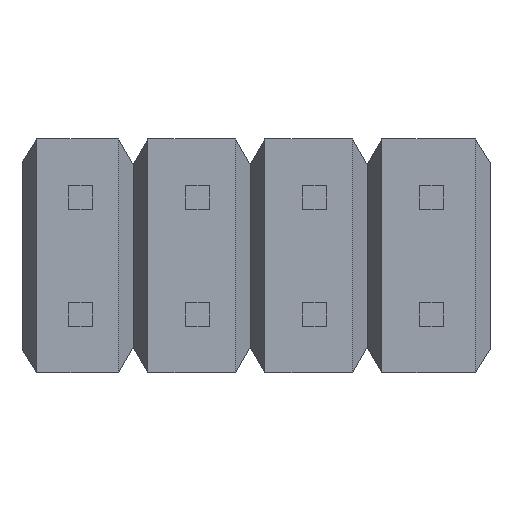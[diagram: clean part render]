
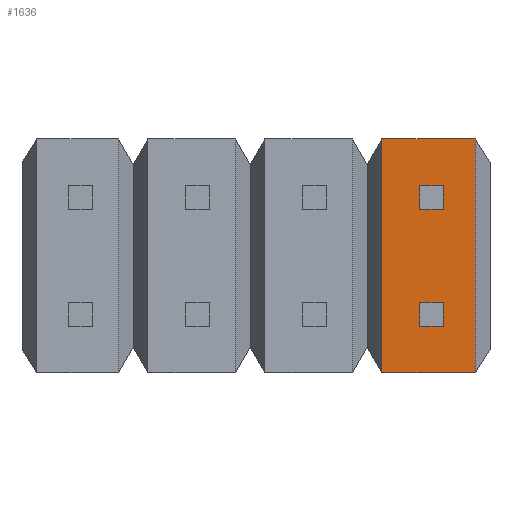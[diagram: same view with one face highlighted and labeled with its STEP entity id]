
A CAD part, front view. The second image highlights one B-rep face of the part: STEP entity #1636.
In plain terms, the highlighted planar face has unit normal (0, -1, 0).
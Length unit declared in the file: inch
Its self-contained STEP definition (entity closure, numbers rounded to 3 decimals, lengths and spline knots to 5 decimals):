
#1=DIRECTION('',(0.,0.,-1.));
#2=VECTOR('',#1,0.02);
#3=CARTESIAN_POINT('',(0.14,-0.045,0.06));
#4=LINE('',#3,#2);
#5=DIRECTION('',(1.,0.,0.));
#6=VECTOR('',#5,0.02);
#7=CARTESIAN_POINT('',(0.14,-0.045,0.04));
#8=LINE('',#7,#6);
#9=DIRECTION('',(0.,0.,-1.));
#10=VECTOR('',#9,0.02);
#11=CARTESIAN_POINT('',(0.16,-0.045,0.06));
#12=LINE('',#11,#10);
#13=DIRECTION('',(1.,0.,0.));
#14=VECTOR('',#13,0.02);
#15=CARTESIAN_POINT('',(0.14,-0.045,0.06));
#16=LINE('',#15,#14);
#17=DIRECTION('',(0.,0.,-1.));
#18=VECTOR('',#17,0.02);
#19=CARTESIAN_POINT('',(0.14,-0.045,-0.04));
#20=LINE('',#19,#18);
#21=DIRECTION('',(1.,0.,0.));
#22=VECTOR('',#21,0.02);
#23=CARTESIAN_POINT('',(0.14,-0.045,-0.06));
#24=LINE('',#23,#22);
#25=DIRECTION('',(0.,0.,-1.));
#26=VECTOR('',#25,0.02);
#27=CARTESIAN_POINT('',(0.16,-0.045,-0.04));
#28=LINE('',#27,#26);
#29=DIRECTION('',(1.,0.,0.));
#30=VECTOR('',#29,0.02);
#31=CARTESIAN_POINT('',(0.14,-0.045,-0.04));
#32=LINE('',#31,#30);
#161=DIRECTION('',(0.,0.,1.));
#162=VECTOR('',#161,0.2);
#163=CARTESIAN_POINT('',(0.1875,-0.045,-0.1));
#164=LINE('',#163,#162);
#165=DIRECTION('',(-1.,0.,0.));
#166=VECTOR('',#165,0.08);
#167=CARTESIAN_POINT('',(0.1875,-0.045,-0.1));
#168=LINE('',#167,#166);
#169=DIRECTION('',(0.,0.,1.));
#170=VECTOR('',#169,0.2);
#171=CARTESIAN_POINT('',(0.1075,-0.045,-0.1));
#172=LINE('',#171,#170);
#173=DIRECTION('',(1.,0.,0.));
#174=VECTOR('',#173,0.08);
#175=CARTESIAN_POINT('',(0.1075,-0.045,0.1));
#176=LINE('',#175,#174);
#1201=CARTESIAN_POINT('',(0.14,-0.045,0.06));
#1202=CARTESIAN_POINT('',(0.14,-0.045,0.04));
#1203=VERTEX_POINT('',#1201);
#1204=VERTEX_POINT('',#1202);
#1205=CARTESIAN_POINT('',(0.14,-0.045,-0.04));
#1206=CARTESIAN_POINT('',(0.14,-0.045,-0.06));
#1207=VERTEX_POINT('',#1205);
#1208=VERTEX_POINT('',#1206);
#1209=CARTESIAN_POINT('',(0.16,-0.045,0.06));
#1210=CARTESIAN_POINT('',(0.16,-0.045,0.04));
#1211=VERTEX_POINT('',#1209);
#1212=VERTEX_POINT('',#1210);
#1213=CARTESIAN_POINT('',(0.16,-0.045,-0.04));
#1214=CARTESIAN_POINT('',(0.16,-0.045,-0.06));
#1215=VERTEX_POINT('',#1213);
#1216=VERTEX_POINT('',#1214);
#1281=CARTESIAN_POINT('',(0.1075,-0.045,-0.1));
#1282=CARTESIAN_POINT('',(0.1075,-0.045,0.1));
#1283=VERTEX_POINT('',#1281);
#1284=VERTEX_POINT('',#1282);
#1505=CARTESIAN_POINT('',(0.1875,-0.045,0.1));
#1507=VERTEX_POINT('',#1505);
#1511=CARTESIAN_POINT('',(0.1875,-0.045,-0.1));
#1512=VERTEX_POINT('',#1511);
#1601=CARTESIAN_POINT('',(0.,-0.045,0.));
#1602=DIRECTION('',(0.,1.,0.));
#1603=DIRECTION('',(-1.,0.,0.));
#1604=AXIS2_PLACEMENT_3D('',#1601,#1602,#1603);
#1605=PLANE('',#1604);
#1607=ORIENTED_EDGE('',*,*,#1606,.F.);
#1609=ORIENTED_EDGE('',*,*,#1608,.T.);
#1611=ORIENTED_EDGE('',*,*,#1610,.T.);
#1613=ORIENTED_EDGE('',*,*,#1612,.T.);
#1614=EDGE_LOOP('',(#1607,#1609,#1611,#1613));
#1615=FACE_OUTER_BOUND('',#1614,.F.);
#1617=ORIENTED_EDGE('',*,*,#1616,.T.);
#1619=ORIENTED_EDGE('',*,*,#1618,.T.);
#1621=ORIENTED_EDGE('',*,*,#1620,.F.);
#1623=ORIENTED_EDGE('',*,*,#1622,.F.);
#1624=EDGE_LOOP('',(#1617,#1619,#1621,#1623));
#1625=FACE_BOUND('',#1624,.F.);
#1627=ORIENTED_EDGE('',*,*,#1626,.T.);
#1629=ORIENTED_EDGE('',*,*,#1628,.T.);
#1631=ORIENTED_EDGE('',*,*,#1630,.F.);
#1633=ORIENTED_EDGE('',*,*,#1632,.F.);
#1634=EDGE_LOOP('',(#1627,#1629,#1631,#1633));
#1635=FACE_BOUND('',#1634,.F.);
#1636=ADVANCED_FACE('',(#1615,#1625,#1635),#1605,.F.);
#1606=EDGE_CURVE('',#1512,#1507,#164,.T.);
#1608=EDGE_CURVE('',#1512,#1283,#168,.T.);
#1610=EDGE_CURVE('',#1283,#1284,#172,.T.);
#1612=EDGE_CURVE('',#1284,#1507,#176,.T.);
#1616=EDGE_CURVE('',#1203,#1204,#4,.T.);
#1618=EDGE_CURVE('',#1204,#1212,#8,.T.);
#1620=EDGE_CURVE('',#1211,#1212,#12,.T.);
#1622=EDGE_CURVE('',#1203,#1211,#16,.T.);
#1626=EDGE_CURVE('',#1207,#1208,#20,.T.);
#1628=EDGE_CURVE('',#1208,#1216,#24,.T.);
#1630=EDGE_CURVE('',#1215,#1216,#28,.T.);
#1632=EDGE_CURVE('',#1207,#1215,#32,.T.);
